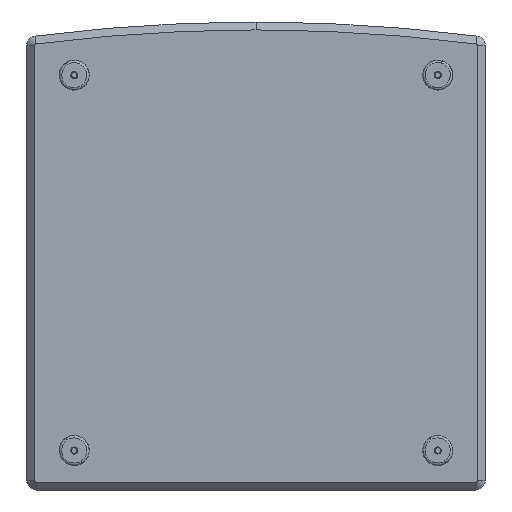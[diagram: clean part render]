
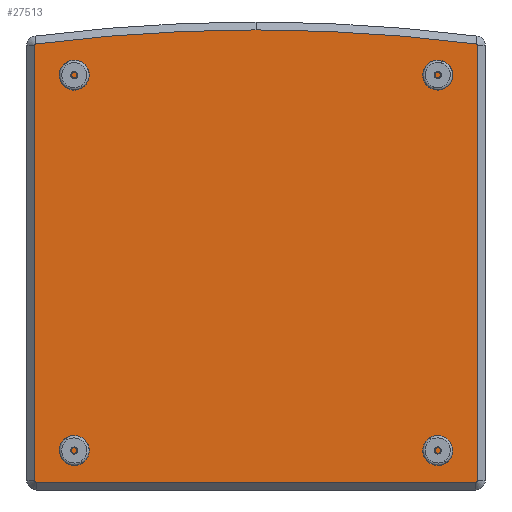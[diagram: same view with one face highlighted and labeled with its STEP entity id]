
A CAD part, front view. The second image highlights one B-rep face of the part: STEP entity #27513.
In plain terms, the highlighted planar face has unit normal (0, -1, 0).
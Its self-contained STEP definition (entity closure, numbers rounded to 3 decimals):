
#529 = VERTEX_POINT ( 'NONE', #16870 ) ;
#1247 = LINE ( 'NONE', #12003, #13194 ) ;
#3280 = CARTESIAN_POINT ( 'NONE',  ( -278., -270., -287.5 ) ) ;
#3478 = AXIS2_PLACEMENT_3D ( 'NONE', #38394, #38591, #23018 ) ;
#4114 = VERTEX_POINT ( 'NONE', #32892 ) ;
#4766 = ORIENTED_EDGE ( 'NONE', *, *, #41607, .T. ) ;
#5401 = CARTESIAN_POINT ( 'NONE',  ( 278., -270., -287.5 ) ) ;
#5606 = CARTESIAN_POINT ( 'NONE',  ( 278.254, -270., 266.948 ) ) ;
#7529 = CARTESIAN_POINT ( 'NONE',  ( -278., -270., 264.965 ) ) ;
#8242 = EDGE_CURVE ( 'NONE', #529, #4114, #14435, .T. ) ;
#8647 = DIRECTION ( 'NONE',  ( 0., -1., 0. ) ) ;
#8770 = CARTESIAN_POINT ( 'NONE',  ( 278., -270., -285.5 ) ) ;
#9470 = CIRCLE ( 'NONE', #14177, 2. ) ;
#9705 = CIRCLE ( 'NONE', #11744, 2. ) ;
#9973 = VERTEX_POINT ( 'NONE', #5606 ) ;
#10244 = VERTEX_POINT ( 'NONE', #37632 ) ;
#11029 = EDGE_LOOP ( 'NONE', ( #23616, #27059, #25323, #4766, #25903, #35970, #41076, #12632, #25971 ) ) ;
#11744 = AXIS2_PLACEMENT_3D ( 'NONE', #7529, #14516, #20409 ) ;
#12003 = CARTESIAN_POINT ( 'NONE',  ( -290., -270., -287.5 ) ) ;
#12632 = ORIENTED_EDGE ( 'NONE', *, *, #8242, .T. ) ;
#13194 = VECTOR ( 'NONE', #31308, 1000. ) ;
#14177 = AXIS2_PLACEMENT_3D ( 'NONE', #8770, #31484, #37878 ) ;
#14435 = LINE ( 'NONE', #33335, #20850 ) ;
#14516 = DIRECTION ( 'NONE',  ( 0., -1., 0. ) ) ;
#16347 = LINE ( 'NONE', #29304, #30795 ) ;
#16870 = CARTESIAN_POINT ( 'NONE',  ( 280., -270., -285.5 ) ) ;
#18027 = DIRECTION ( 'NONE',  ( 0., 1., 0. ) ) ;
#18556 = AXIS2_PLACEMENT_3D ( 'NONE', #41382, #8647, #37768 ) ;
#19705 = EDGE_CURVE ( 'NONE', #31056, #41465, #1247, .T. ) ;
#20251 = CARTESIAN_POINT ( 'NONE',  ( 0., -270., -1905.303 ) ) ;
#20409 = DIRECTION ( 'NONE',  ( 0., 0., 1. ) ) ;
#20850 = VECTOR ( 'NONE', #23992, 1000. ) ;
#20968 = PLANE ( 'NONE',  #38046 ) ;
#22021 = AXIS2_PLACEMENT_3D ( 'NONE', #20251, #33894, #33673 ) ;
#23018 = DIRECTION ( 'NONE',  ( 0., 0., 1. ) ) ;
#23616 = ORIENTED_EDGE ( 'NONE', *, *, #41851, .T. ) ;
#23790 = CIRCLE ( 'NONE', #3478, 2. ) ;
#23992 = DIRECTION ( 'NONE',  ( 0., 0., 1. ) ) ;
#24450 = VERTEX_POINT ( 'NONE', #35155 ) ;
#25076 = EDGE_CURVE ( 'NONE', #10244, #24450, #38374, .T. ) ;
#25235 = DIRECTION ( 'NONE',  ( 0., 0., 1. ) ) ;
#25323 = ORIENTED_EDGE ( 'NONE', *, *, #37999, .T. ) ;
#25903 = ORIENTED_EDGE ( 'NONE', *, *, #39552, .T. ) ;
#25971 = ORIENTED_EDGE ( 'NONE', *, *, #27596, .T. ) ;
#26038 = AXIS2_PLACEMENT_3D ( 'NONE', #34421, #27388, #37413 ) ;
#26739 = CIRCLE ( 'NONE', #26038, 2190. ) ;
#27059 = ORIENTED_EDGE ( 'NONE', *, *, #25076, .T. ) ;
#27369 = CIRCLE ( 'NONE', #18556, 2. ) ;
#27388 = DIRECTION ( 'NONE',  ( 0., -1., 0. ) ) ;
#27513 = ADVANCED_FACE ( 'NONE', ( #39965 ), #20968, .F. ) ;
#27596 = EDGE_CURVE ( 'NONE', #4114, #9973, #23790, .T. ) ;
#28220 = CARTESIAN_POINT ( 'NONE',  ( -290., -270., 297.5 ) ) ;
#29304 = CARTESIAN_POINT ( 'NONE',  ( -280., -270., 297.5 ) ) ;
#29935 = VERTEX_POINT ( 'NONE', #37907 ) ;
#30458 = CARTESIAN_POINT ( 'NONE',  ( -280., -270., -285.5 ) ) ;
#30795 = VECTOR ( 'NONE', #35727, 1000. ) ;
#31056 = VERTEX_POINT ( 'NONE', #3280 ) ;
#31308 = DIRECTION ( 'NONE',  ( 1., 0., 0. ) ) ;
#31484 = DIRECTION ( 'NONE',  ( 0., -1., 0. ) ) ;
#32892 = CARTESIAN_POINT ( 'NONE',  ( 280., -270., 264.965 ) ) ;
#33335 = CARTESIAN_POINT ( 'NONE',  ( 280., -270., 297.5 ) ) ;
#33673 = DIRECTION ( 'NONE',  ( 0., 0., 1. ) ) ;
#33894 = DIRECTION ( 'NONE',  ( 0., -1., 0. ) ) ;
#34421 = CARTESIAN_POINT ( 'NONE',  ( 0., -270., -1905.303 ) ) ;
#35155 = CARTESIAN_POINT ( 'NONE',  ( -278.254, -270., 266.948 ) ) ;
#35168 = VERTEX_POINT ( 'NONE', #30458 ) ;
#35727 = DIRECTION ( 'NONE',  ( 0., 0., -1. ) ) ;
#35970 = ORIENTED_EDGE ( 'NONE', *, *, #19705, .T. ) ;
#36318 = EDGE_CURVE ( 'NONE', #41465, #529, #9470, .T. ) ;
#37413 = DIRECTION ( 'NONE',  ( 0., 0., 1. ) ) ;
#37632 = CARTESIAN_POINT ( 'NONE',  ( 0., -270., 284.697 ) ) ;
#37768 = DIRECTION ( 'NONE',  ( 0., 0., 1. ) ) ;
#37878 = DIRECTION ( 'NONE',  ( 0., 0., 1. ) ) ;
#37907 = CARTESIAN_POINT ( 'NONE',  ( -280., -270., 264.965 ) ) ;
#37999 = EDGE_CURVE ( 'NONE', #24450, #29935, #9705, .T. ) ;
#38046 = AXIS2_PLACEMENT_3D ( 'NONE', #28220, #18027, #25235 ) ;
#38374 = CIRCLE ( 'NONE', #22021, 2190. ) ;
#38394 = CARTESIAN_POINT ( 'NONE',  ( 278., -270., 264.965 ) ) ;
#38591 = DIRECTION ( 'NONE',  ( 0., -1., 0. ) ) ;
#39552 = EDGE_CURVE ( 'NONE', #35168, #31056, #27369, .T. ) ;
#39965 = FACE_OUTER_BOUND ( 'NONE', #11029, .T. ) ;
#41076 = ORIENTED_EDGE ( 'NONE', *, *, #36318, .T. ) ;
#41382 = CARTESIAN_POINT ( 'NONE',  ( -278., -270., -285.5 ) ) ;
#41465 = VERTEX_POINT ( 'NONE', #5401 ) ;
#41607 = EDGE_CURVE ( 'NONE', #29935, #35168, #16347, .T. ) ;
#41851 = EDGE_CURVE ( 'NONE', #9973, #10244, #26739, .T. ) ;
